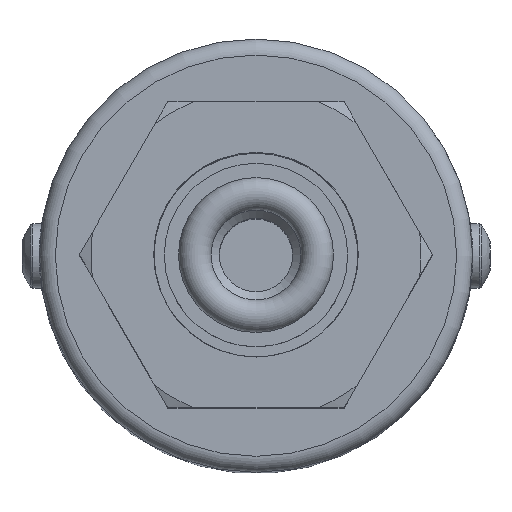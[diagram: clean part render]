
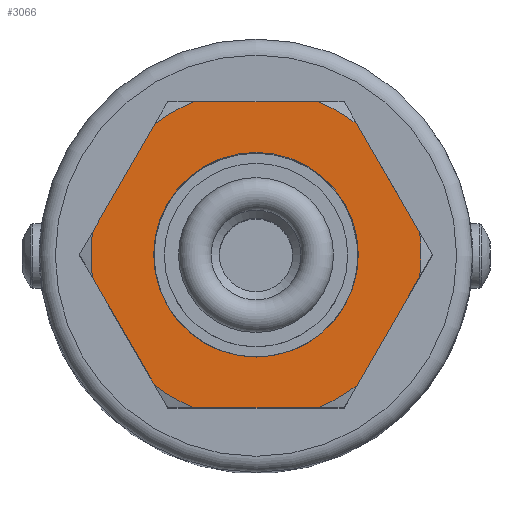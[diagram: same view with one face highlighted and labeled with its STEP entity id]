
A CAD part, top view. The second image highlights one B-rep face of the part: STEP entity #3066.
In plain terms, the highlighted planar face has unit normal (0, 0, 1).
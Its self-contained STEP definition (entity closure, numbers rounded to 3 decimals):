
#249=FACE_BOUND('',#593,.T.);
#296=PLANE('',#3350);
#387=FACE_OUTER_BOUND('',#592,.T.);
#592=EDGE_LOOP('',(#2201,#2202,#2203,#2204,#2205,#2206,#2207,#2208,#2209,
#2210,#2211,#2212));
#593=EDGE_LOOP('',(#2213));
#813=CIRCLE('',#3339,10.287);
#814=CIRCLE('',#3341,10.287);
#815=CIRCLE('',#3343,10.287);
#816=CIRCLE('',#3345,10.287);
#817=CIRCLE('',#3347,10.287);
#818=CIRCLE('',#3349,10.287);
#819=CIRCLE('',#3351,6.375);
#973=LINE('',#7705,#1101);
#974=LINE('',#7706,#1102);
#975=LINE('',#7707,#1103);
#976=LINE('',#7708,#1104);
#977=LINE('',#7709,#1105);
#978=LINE('',#7710,#1106);
#1101=VECTOR('',#3870,7.794);
#1102=VECTOR('',#3871,7.794);
#1103=VECTOR('',#3872,7.771);
#1104=VECTOR('',#3873,7.748);
#1105=VECTOR('',#3874,7.748);
#1106=VECTOR('',#3875,7.771);
#1286=VERTEX_POINT('',#7639);
#1288=VERTEX_POINT('',#7644);
#1289=VERTEX_POINT('',#7650);
#1291=VERTEX_POINT('',#7655);
#1293=VERTEX_POINT('',#7662);
#1294=VERTEX_POINT('',#7666);
#1295=VERTEX_POINT('',#7672);
#1297=VERTEX_POINT('',#7677);
#1299=VERTEX_POINT('',#7684);
#1300=VERTEX_POINT('',#7688);
#1302=VERTEX_POINT('',#7695);
#1303=VERTEX_POINT('',#7699);
#1304=VERTEX_POINT('',#7711);
#1636=EDGE_CURVE('',#1288,#1286,#813,.T.);
#1639=EDGE_CURVE('',#1291,#1289,#814,.T.);
#1643=EDGE_CURVE('',#1293,#1294,#815,.T.);
#1645=EDGE_CURVE('',#1297,#1295,#816,.T.);
#1649=EDGE_CURVE('',#1299,#1300,#817,.T.);
#1652=EDGE_CURVE('',#1302,#1303,#818,.T.);
#1653=EDGE_CURVE('',#1297,#1303,#973,.T.);
#1654=EDGE_CURVE('',#1299,#1295,#974,.T.);
#1655=EDGE_CURVE('',#1291,#1300,#975,.T.);
#1656=EDGE_CURVE('',#1293,#1289,#976,.T.);
#1657=EDGE_CURVE('',#1288,#1294,#977,.T.);
#1658=EDGE_CURVE('',#1302,#1286,#978,.T.);
#1659=EDGE_CURVE('',#1304,#1304,#819,.T.);
#2201=ORIENTED_EDGE('',*,*,#1652,.T.);
#2202=ORIENTED_EDGE('',*,*,#1653,.F.);
#2203=ORIENTED_EDGE('',*,*,#1645,.T.);
#2204=ORIENTED_EDGE('',*,*,#1654,.F.);
#2205=ORIENTED_EDGE('',*,*,#1649,.T.);
#2206=ORIENTED_EDGE('',*,*,#1655,.F.);
#2207=ORIENTED_EDGE('',*,*,#1639,.T.);
#2208=ORIENTED_EDGE('',*,*,#1656,.F.);
#2209=ORIENTED_EDGE('',*,*,#1643,.T.);
#2210=ORIENTED_EDGE('',*,*,#1657,.F.);
#2211=ORIENTED_EDGE('',*,*,#1636,.T.);
#2212=ORIENTED_EDGE('',*,*,#1658,.F.);
#2213=ORIENTED_EDGE('',*,*,#1659,.T.);
#3066=ADVANCED_FACE('',(#387,#249),#296,.T.);
#3339=AXIS2_PLACEMENT_3D('',#7645,#3846,#3847);
#3341=AXIS2_PLACEMENT_3D('',#7656,#3850,#3851);
#3343=AXIS2_PLACEMENT_3D('',#7670,#3854,#3855);
#3345=AXIS2_PLACEMENT_3D('',#7678,#3858,#3859);
#3347=AXIS2_PLACEMENT_3D('',#7692,#3862,#3863);
#3349=AXIS2_PLACEMENT_3D('',#7703,#3866,#3867);
#3350=AXIS2_PLACEMENT_3D('',#7704,#3868,#3869);
#3351=AXIS2_PLACEMENT_3D('',#7712,#3876,#3877);
#3846=DIRECTION('center_axis',(0.,0.,1.));
#3847=DIRECTION('ref_axis',(1.,0.,0.));
#3850=DIRECTION('center_axis',(0.,0.,1.));
#3851=DIRECTION('ref_axis',(1.,0.,0.));
#3854=DIRECTION('center_axis',(0.,0.,1.));
#3855=DIRECTION('ref_axis',(1.,0.,0.));
#3858=DIRECTION('center_axis',(0.,0.,1.));
#3859=DIRECTION('ref_axis',(1.,0.,0.));
#3862=DIRECTION('center_axis',(0.,0.,1.));
#3863=DIRECTION('ref_axis',(1.,0.,0.));
#3866=DIRECTION('center_axis',(0.,0.,1.));
#3867=DIRECTION('ref_axis',(1.,0.,0.));
#3868=DIRECTION('center_axis',(0.,0.,1.));
#3869=DIRECTION('ref_axis',(1.,0.,0.));
#3870=DIRECTION('',(-0.5,-0.866,0.));
#3871=DIRECTION('',(0.5,-0.866,0.));
#3872=DIRECTION('',(1.,0.,0.));
#3873=DIRECTION('',(0.5,0.866,0.));
#3874=DIRECTION('',(-0.5,0.866,0.));
#3875=DIRECTION('',(-1.,0.,0.));
#3876=DIRECTION('center_axis',(0.,0.,-1.));
#3877=DIRECTION('ref_axis',(1.,0.,0.));
#7639=CARTESIAN_POINT('',(-3.88,-9.525,10.287));
#7644=CARTESIAN_POINT('',(-6.311,-8.12,10.287));
#7645=CARTESIAN_POINT('Origin',(0.005,0.,10.287));
#7650=CARTESIAN_POINT('',(-6.311,8.12,10.287));
#7655=CARTESIAN_POINT('',(-3.88,9.525,10.287));
#7656=CARTESIAN_POINT('Origin',(0.005,0.,10.287));
#7662=CARTESIAN_POINT('',(-10.184,1.41,10.287));
#7666=CARTESIAN_POINT('',(-10.184,-1.41,10.287));
#7670=CARTESIAN_POINT('Origin',(0.005,0.,10.287));
#7672=CARTESIAN_POINT('',(10.199,1.385,10.287));
#7677=CARTESIAN_POINT('',(10.199,-1.385,10.287));
#7678=CARTESIAN_POINT('Origin',(0.005,0.,10.287));
#7684=CARTESIAN_POINT('',(6.302,8.135,10.287));
#7688=CARTESIAN_POINT('',(3.891,9.525,10.287));
#7692=CARTESIAN_POINT('Origin',(0.005,0.,10.287));
#7695=CARTESIAN_POINT('',(3.891,-9.525,10.287));
#7699=CARTESIAN_POINT('',(6.302,-8.135,10.287));
#7703=CARTESIAN_POINT('Origin',(0.005,0.,10.287));
#7704=CARTESIAN_POINT('Origin',(0.,0.,10.287));
#7705=CARTESIAN_POINT('',(10.199,-1.385,10.287));
#7706=CARTESIAN_POINT('',(6.302,8.135,10.287));
#7707=CARTESIAN_POINT('',(-3.88,9.525,10.287));
#7708=CARTESIAN_POINT('',(-10.184,1.41,10.287));
#7709=CARTESIAN_POINT('',(-6.311,-8.12,10.287));
#7710=CARTESIAN_POINT('',(3.891,-9.525,10.287));
#7711=CARTESIAN_POINT('',(6.381,0.,10.287));
#7712=CARTESIAN_POINT('Origin',(0.005,0.,10.287));
